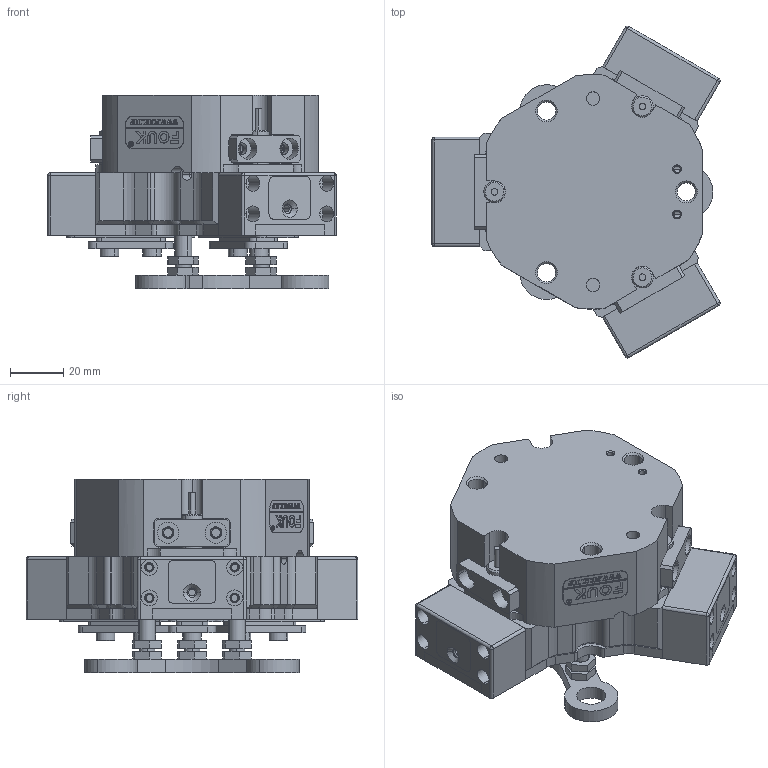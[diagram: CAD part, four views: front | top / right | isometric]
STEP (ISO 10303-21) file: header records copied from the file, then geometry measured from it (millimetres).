
FILE_DESCRIPTION (( 'STEP AP203' ), '1' );
FILE_NAME ('TZ55-94-C28-P.STEP', '2024-12-09T00:48:18', ( 'USER-' ), ( 'Microsoft' ), 'SwSTEP 2.0', 'SolidWorks 2018', '' );
FILE_SCHEMA (( 'CONFIG_CONTROL_DESIGN' ));
Length unit declared in the file: millimetre
Products named in the file (28): 25x12-R3; TZ55-94-P杅耀.sldasm-Part-20-1; TZ55-94-C28杅耀.sldasm-Part-4; TZ55-94-C28杅耀.sldasm-Part-19; TZ55-94-P杅耀.sldasm-Part-1-1; TZ55-94-P杅耀.sldasm-Part-15-1; TZ55-94-P杅耀.sldasm-Part-9-1; TZ55-94-C28-P; 揤輸杅耀.sldasm-Part-9; TZ55-94-P杅耀.sldasm-Part-31-1; TZ55-94-P杅耀.sldasm-Part-13; TZ55-94-C28杅耀.sldasm-Part-24; TZ55-94-P杅耀.sldasm-Part-30-1; TZ55-94-P杅耀.sldasm-Part-11-1; TZ55-94-C28杅耀.sldasm-Part-20; TZ55-94-C28杅耀.sldasm-Part-14; TZ55-94-P杅耀.sldasm-Part-3-1; TZ55-94-P杅耀.sldasm-Part-18; TZ55-94-P杅耀.sldasm-Part-27-1; TZ55-94-杅耀; TZ55-94-P杅耀.sldasm-Part-19-1; TZ55-94-P杅耀.sldasm-Part-4-1; TZ55-94-P杅耀.sldasm-Part-7-1; 8-18換覜ん; TZ55-94-P杅耀.sldasm-Part-2-1; 埴翐芛_GB_FASTENER_SCREWS_HSHCS M2X8-N; TZ55-94-C28杅耀.sldasm-Part-22; 揤輸蚾饜极
Assembly tree (48 placements, depth 4):
  TZ55-94-C28-P
    TZ55-94-P杅耀.sldasm-Part-1-1  x3
    TZ55-94-P杅耀.sldasm-Part-2-1  x2
    TZ55-94-P杅耀.sldasm-Part-3-1
    TZ55-94-P杅耀.sldasm-Part-4-1
    TZ55-94-P杅耀.sldasm-Part-7-1
    TZ55-94-P杅耀.sldasm-Part-9-1
    TZ55-94-P杅耀.sldasm-Part-11-1
    TZ55-94-P杅耀.sldasm-Part-13
    TZ55-94-P杅耀.sldasm-Part-15-1
    TZ55-94-P杅耀.sldasm-Part-18
    TZ55-94-P杅耀.sldasm-Part-19-1
    TZ55-94-P杅耀.sldasm-Part-20-1
    TZ55-94-P杅耀.sldasm-Part-27-1  x2
    TZ55-94-P杅耀.sldasm-Part-30-1
    TZ55-94-P杅耀.sldasm-Part-31-1
    TZ55-94-杅耀
      TZ55-94-C28杅耀.sldasm-Part-4
      TZ55-94-C28杅耀.sldasm-Part-14  x3
      TZ55-94-C28杅耀.sldasm-Part-19  x3
      8-18換覜ん  x3
      揤輸蚾饜极  x4
        揤輸杅耀.sldasm-Part-9
        埴翐芛_GB_FASTENER_SCREWS_HSHCS M2X8-N
      25x12-R3
    TZ55-94-C28杅耀.sldasm-Part-24  x3
    TZ55-94-C28杅耀.sldasm-Part-22
    TZ55-94-C28杅耀.sldasm-Part-20  x6
Bounding box: 108.14 x 124.56 x 72.5 mm (x, y, z)
Volume: 315161.1 mm3; surface area: 113645 mm2
Topology: 52 solids, 92 shells, 2398 faces, 5961 edges, 3799 vertices
Faces by surface type: plane 1084, cylinder 715, cone 422, bspline 155, torus 16, sphere 6
Entity records: 62054 total; most frequent: CARTESIAN_POINT 15550, DIRECTION 8920, ORIENTED_EDGE 8822, EDGE_CURVE 4411, AXIS2_PLACEMENT_3D 3149, VERTEX_POINT 2869, LINE 2622, VECTOR 2622
